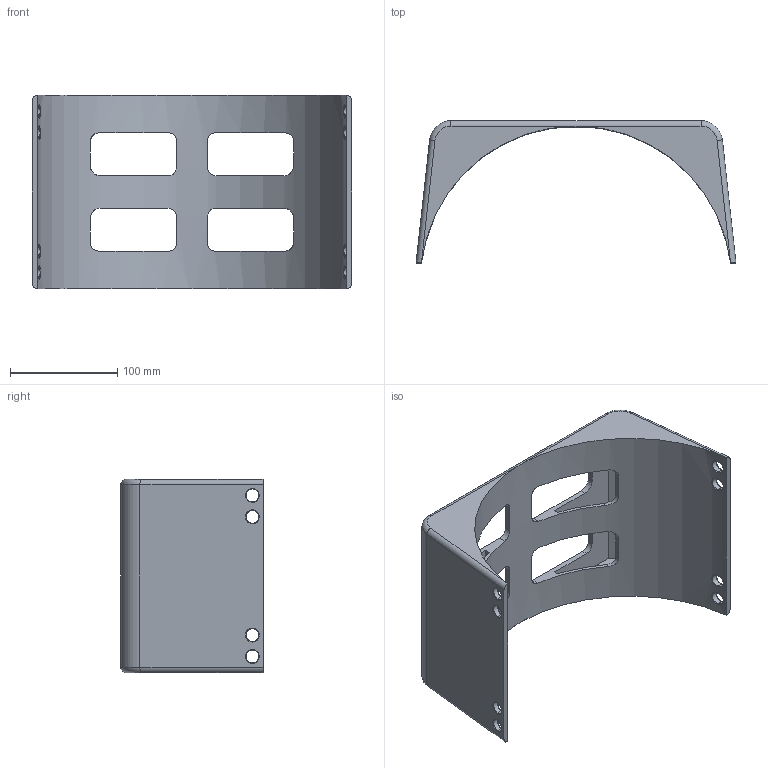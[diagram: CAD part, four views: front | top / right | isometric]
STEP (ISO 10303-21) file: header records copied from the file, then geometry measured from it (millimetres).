
FILE_DESCRIPTION((''),'2;1');
FILE_NAME('PRT0010','2025-09-18T02:33:35',('user'),(''),'CREO PARAMETRIC BY PTC INC, 2018050','CREO PARAMETRIC BY PTC INC, 2018050','');
FILE_SCHEMA(('CONFIG_CONTROL_DESIGN'));
Length unit declared in the file: millimetre
Products named in the file (1): PRT0010
Bounding box: 297.95 x 132.5 x 180 mm (x, y, z)
Volume: 746651.7 mm3; surface area: 248269.8 mm2
Topology: 1 solids, 1 shells, 134 faces, 368 edges, 232 vertices
Faces by surface type: cylinder 53, plane 45, bspline 32, torus 4
Entity records: 9148 total; most frequent: CARTESIAN_POINT 5900, ORIENTED_EDGE 736, DIRECTION 574, EDGE_CURVE 368, VERTEX_POINT 232, AXIS2_PLACEMENT_3D 202, VECTOR 170, LINE 170
